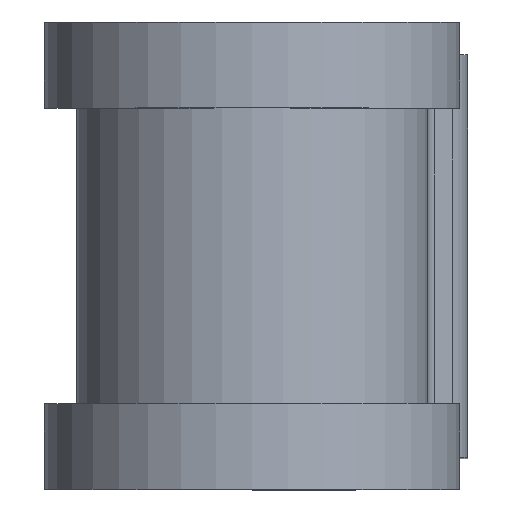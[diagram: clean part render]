
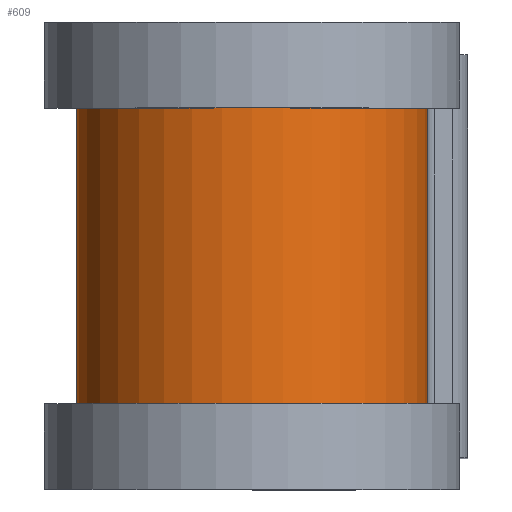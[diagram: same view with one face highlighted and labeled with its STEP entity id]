
A CAD part, top view. The second image highlights one B-rep face of the part: STEP entity #609.
In plain terms, the highlighted cylindrical face has radius 8.293 mm (diameter 16.586 mm), a partial arc.
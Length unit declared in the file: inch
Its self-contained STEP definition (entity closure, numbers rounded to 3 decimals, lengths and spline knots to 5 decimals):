
#205 = EDGE_CURVE ( 'NONE', #1642, #1753, #1125, .T. ) ;
#223 = ORIENTED_EDGE ( 'NONE', *, *, #262, .T. ) ;
#260 = CARTESIAN_POINT ( 'NONE',  ( 0., -0.275, 0. ) ) ;
#262 = EDGE_CURVE ( 'NONE', #927, #1642, #680, .T. ) ;
#344 = CIRCLE ( 'NONE', #996, 0.3265 ) ;
#409 = DIRECTION ( 'NONE',  ( 0., 0., -1. ) ) ;
#545 = EDGE_LOOP ( 'NONE', ( #1047, #223, #1139, #976 ) ) ;
#554 = CARTESIAN_POINT ( 'NONE',  ( 0., 0.375, 0. ) ) ;
#609 = ADVANCED_FACE ( 'NONE', ( #722 ), #692, .T. ) ;
#635 = CARTESIAN_POINT ( 'NONE',  ( 0., 0.375, -0.3265 ) ) ;
#680 = CIRCLE ( 'NONE', #697, 0.3265 ) ;
#683 = CARTESIAN_POINT ( 'NONE',  ( 0., 0.275, -0.3265 ) ) ;
#692 = CYLINDRICAL_SURFACE ( 'NONE', #1547, 0.3265 ) ;
#697 = AXIS2_PLACEMENT_3D ( 'NONE', #888, #859, #756 ) ;
#722 = FACE_OUTER_BOUND ( 'NONE', #545, .T. ) ;
#744 = DIRECTION ( 'NONE',  ( 0., -1., 0. ) ) ;
#756 = DIRECTION ( 'NONE',  ( 0., 0., -1. ) ) ;
#796 = VERTEX_POINT ( 'NONE', #1306 ) ;
#859 = DIRECTION ( 'NONE',  ( 0., -1., 0. ) ) ;
#888 = CARTESIAN_POINT ( 'NONE',  ( 0., 0.275, 0. ) ) ;
#910 = DIRECTION ( 'NONE',  ( 0., 0., -1. ) ) ;
#927 = VERTEX_POINT ( 'NONE', #1204 ) ;
#976 = ORIENTED_EDGE ( 'NONE', *, *, #1057, .F. ) ;
#996 = AXIS2_PLACEMENT_3D ( 'NONE', #260, #1237, #409 ) ;
#1047 = ORIENTED_EDGE ( 'NONE', *, *, #1451, .F. ) ;
#1057 = EDGE_CURVE ( 'NONE', #796, #1753, #344, .T. ) ;
#1084 = DIRECTION ( 'NONE',  ( 0., -1., 0. ) ) ;
#1094 = VECTOR ( 'NONE', #1161, 39.37008 ) ;
#1125 = LINE ( 'NONE', #635, #1094 ) ;
#1139 = ORIENTED_EDGE ( 'NONE', *, *, #205, .T. ) ;
#1149 = CARTESIAN_POINT ( 'NONE',  ( 0., -0.275, -0.3265 ) ) ;
#1161 = DIRECTION ( 'NONE',  ( 0., -1., 0. ) ) ;
#1204 = CARTESIAN_POINT ( 'NONE',  ( 0.3265, 0.275, 0. ) ) ;
#1237 = DIRECTION ( 'NONE',  ( 0., -1., 0. ) ) ;
#1306 = CARTESIAN_POINT ( 'NONE',  ( 0.3265, -0.275, 0. ) ) ;
#1451 = EDGE_CURVE ( 'NONE', #927, #796, #1747, .T. ) ;
#1547 = AXIS2_PLACEMENT_3D ( 'NONE', #554, #744, #910 ) ;
#1642 = VERTEX_POINT ( 'NONE', #683 ) ;
#1725 = VECTOR ( 'NONE', #1084, 39.37008 ) ;
#1732 = CARTESIAN_POINT ( 'NONE',  ( 0.3265, 0.375, 0. ) ) ;
#1747 = LINE ( 'NONE', #1732, #1725 ) ;
#1753 = VERTEX_POINT ( 'NONE', #1149 ) ;
